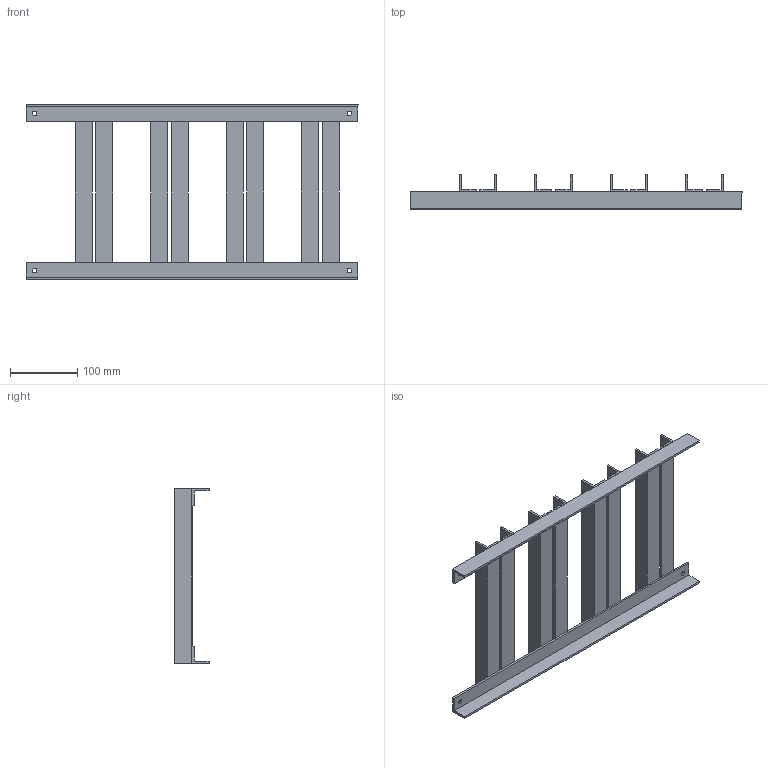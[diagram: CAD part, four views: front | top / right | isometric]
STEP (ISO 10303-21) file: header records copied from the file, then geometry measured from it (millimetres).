
FILE_DESCRIPTION(/* description */ (''),/* implementation_level */ '2;1');
FILE_NAME(/* name */ 'ladder.stp',/* time_stamp */ '2018-11-15T12:27:54-08:00',/* author */ ('ddeboer'),/* organization */ (''),/* preprocessor_version */ 'ST-DEVELOPER v16.5',/* originating_system */ 'Autodesk Inventor 2017',/* authorisation */ '');
FILE_SCHEMA (('AUTOMOTIVE_DESIGN { 1 0 10303 214 3 1 1 }'));
Length unit declared in the file: inch
Products named in the file (3): ladder; Part2; uchannel
Assembly tree (10 placements, depth 2):
  ladder
    Part2  x2
    uchannel  x8
Bounding box: 492.12 x 50.8 x 258.78 mm (x, y, z)
Volume: 461406.4 mm3; surface area: 313339.2 mm2
Topology: 10 solids, 10 shells, 84 faces, 196 edges, 132 vertices
Faces by surface type: plane 80, cylinder 4
Full cylindrical faces by diameter (mm): 6.756 x4
Entity records: 657 total; most frequent: DIRECTION 106, CARTESIAN_POINT 99, ORIENTED_EDGE 80, EDGE_CURVE 40, LINE 36, VECTOR 36, AXIS2_PLACEMENT_3D 35, VERTEX_POINT 28
